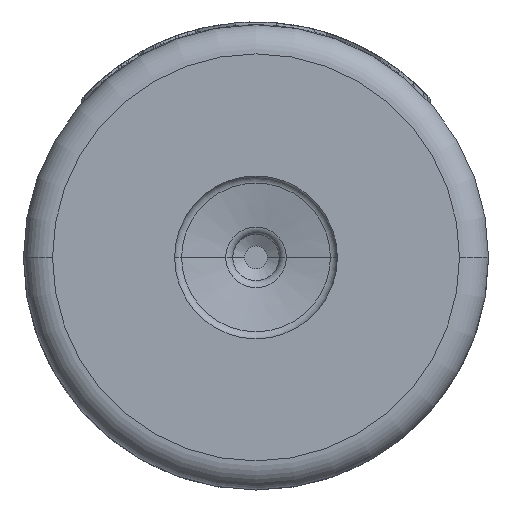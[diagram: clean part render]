
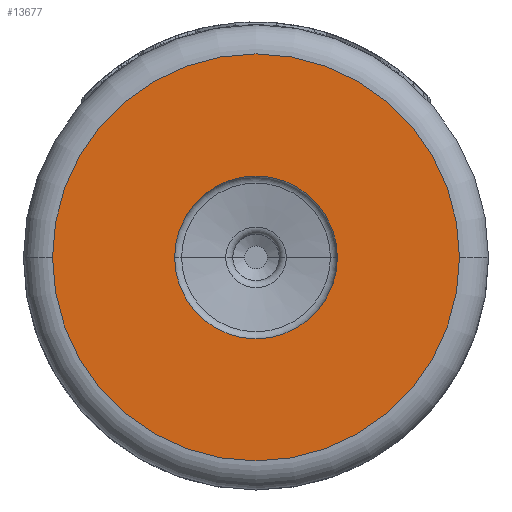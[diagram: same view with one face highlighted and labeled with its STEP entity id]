
A CAD part, front view. The second image highlights one B-rep face of the part: STEP entity #13677.
In plain terms, the highlighted planar face has unit normal (0, -1, 0).
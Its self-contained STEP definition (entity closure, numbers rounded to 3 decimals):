
#1872=CARTESIAN_POINT('',(0.,-4.,0.));
#1873=DIRECTION('',(0.,-1.,0.));
#1874=DIRECTION('',(-1.,0.,0.));
#1875=AXIS2_PLACEMENT_3D('',#1872,#1873,#1874);
#1887=CARTESIAN_POINT('',(0.,-4.,0.));
#1888=DIRECTION('',(0.,-1.,0.));
#1889=DIRECTION('',(-1.,0.,0.));
#1890=AXIS2_PLACEMENT_3D('',#1887,#1888,#1889);
#1892=CARTESIAN_POINT('',(0.,-4.,0.));
#1893=DIRECTION('',(0.,-1.,0.));
#1894=DIRECTION('',(1.,0.,0.));
#1895=AXIS2_PLACEMENT_3D('',#1892,#1893,#1894);
#1897=CARTESIAN_POINT('',(0.,-4.,0.));
#1898=DIRECTION('',(0.,-1.,0.));
#1899=DIRECTION('',(1.,0.,0.));
#1900=AXIS2_PLACEMENT_3D('',#1897,#1898,#1899);
#11675=CARTESIAN_POINT('',(-1.4,-4.,0.));
#11676=CARTESIAN_POINT('',(1.4,-4.,0.));
#11677=VERTEX_POINT('',#11675);
#11678=VERTEX_POINT('',#11676);
#11679=CARTESIAN_POINT('',(3.5,-4.,0.));
#11680=CARTESIAN_POINT('',(-3.5,-4.,0.));
#11681=VERTEX_POINT('',#11679);
#11682=VERTEX_POINT('',#11680);
#13661=CARTESIAN_POINT('',(0.,-4.,0.));
#13662=DIRECTION('',(0.,1.,0.));
#13663=DIRECTION('',(1.,0.,0.));
#13664=AXIS2_PLACEMENT_3D('',#13661,#13662,#13663);
#13665=PLANE('',#13664);
#13667=ORIENTED_EDGE('',*,*,#13666,.F.);
#13668=ORIENTED_EDGE('',*,*,#13651,.F.);
#13669=EDGE_LOOP('',(#13667,#13668));
#13670=FACE_OUTER_BOUND('',#13669,.F.);
#13672=ORIENTED_EDGE('',*,*,#13671,.T.);
#13674=ORIENTED_EDGE('',*,*,#13673,.T.);
#13675=EDGE_LOOP('',(#13672,#13674));
#13676=FACE_BOUND('',#13675,.F.);
#13677=ADVANCED_FACE('',(#13670,#13676),#13665,.F.);
#1876=CIRCLE('',#1875,3.5);
#1891=CIRCLE('',#1890,1.4);
#1896=CIRCLE('',#1895,1.4);
#1901=CIRCLE('',#1900,3.5);
#13651=EDGE_CURVE('',#11682,#11681,#1876,.T.);
#13666=EDGE_CURVE('',#11681,#11682,#1901,.T.);
#13671=EDGE_CURVE('',#11677,#11678,#1891,.T.);
#13673=EDGE_CURVE('',#11678,#11677,#1896,.T.);
